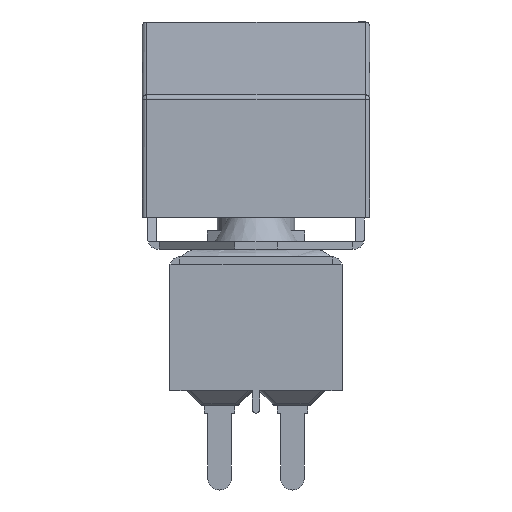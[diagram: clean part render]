
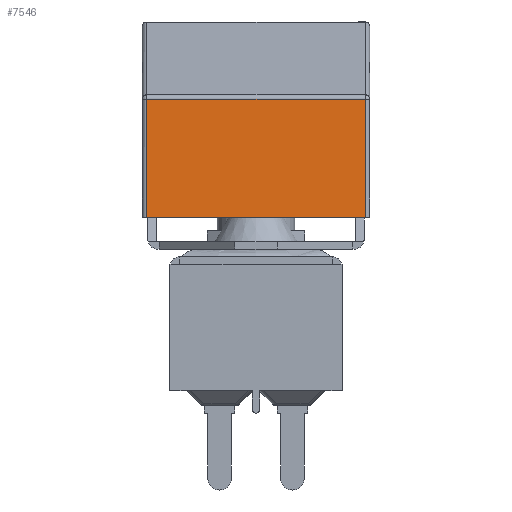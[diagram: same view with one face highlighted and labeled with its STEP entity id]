
A CAD part, left-side view. The second image highlights one B-rep face of the part: STEP entity #7546.
In plain terms, the highlighted planar face has unit normal (-1, 0, 0.032).
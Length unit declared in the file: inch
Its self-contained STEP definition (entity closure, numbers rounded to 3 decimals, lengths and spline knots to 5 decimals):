
#57=PLANE('',#8037);
#479=FACE_OUTER_BOUND('',#924,.T.);
#924=EDGE_LOOP('',(#5250,#5251,#5252,#5253));
#1396=LINE('',#10988,#2292);
#1398=LINE('',#10994,#2294);
#1401=LINE('',#11001,#2297);
#1407=LINE('',#11015,#2303);
#2292=VECTOR('',#8755,0.3937);
#2294=VECTOR('',#8761,0.3937);
#2297=VECTOR('',#8768,0.3937);
#2303=VECTOR('',#8782,0.3937);
#3344=VERTEX_POINT('',#10930);
#3347=VERTEX_POINT('',#10940);
#3363=VERTEX_POINT('',#10992);
#3364=VERTEX_POINT('',#10997);
#4085=EDGE_CURVE('',#3347,#3344,#1396,.T.);
#4088=EDGE_CURVE('',#3363,#3347,#1398,.T.);
#4092=EDGE_CURVE('',#3344,#3364,#1401,.T.);
#4099=EDGE_CURVE('',#3364,#3363,#1407,.T.);
#5250=ORIENTED_EDGE('',*,*,#4092,.F.);
#5251=ORIENTED_EDGE('',*,*,#4085,.F.);
#5252=ORIENTED_EDGE('',*,*,#4088,.F.);
#5253=ORIENTED_EDGE('',*,*,#4099,.F.);
#7546=ADVANCED_FACE('',(#479),#57,.T.);
#8037=AXIS2_PLACEMENT_3D('',#11014,#8780,#8781);
#8755=DIRECTION('',(0.,-1.,0.));
#8761=DIRECTION('',(0.032,0.,0.999));
#8768=DIRECTION('',(-0.032,0.,-0.999));
#8780=DIRECTION('center_axis',(-0.999,0.,
0.032));
#8781=DIRECTION('ref_axis',(0.,-1.,0.));
#8782=DIRECTION('',(0.,1.,0.));
#10930=CARTESIAN_POINT('',(-0.51152,-0.28563,0.76241));
#10940=CARTESIAN_POINT('',(-0.51152,0.28563,0.76241));
#10988=CARTESIAN_POINT('',(-0.51152,0.,0.76241));
#10992=CARTESIAN_POINT('',(-0.52145,0.28563,0.45376));
#10994=CARTESIAN_POINT('',(-0.51258,0.28563,0.72963));
#10997=CARTESIAN_POINT('',(-0.52145,-0.28563,0.45376));
#11001=CARTESIAN_POINT('',(-0.51258,-0.28563,0.72963));
#11014=CARTESIAN_POINT('Origin',(-0.51115,0.,
0.77384));
#11015=CARTESIAN_POINT('',(-0.52145,0.,0.45376));
